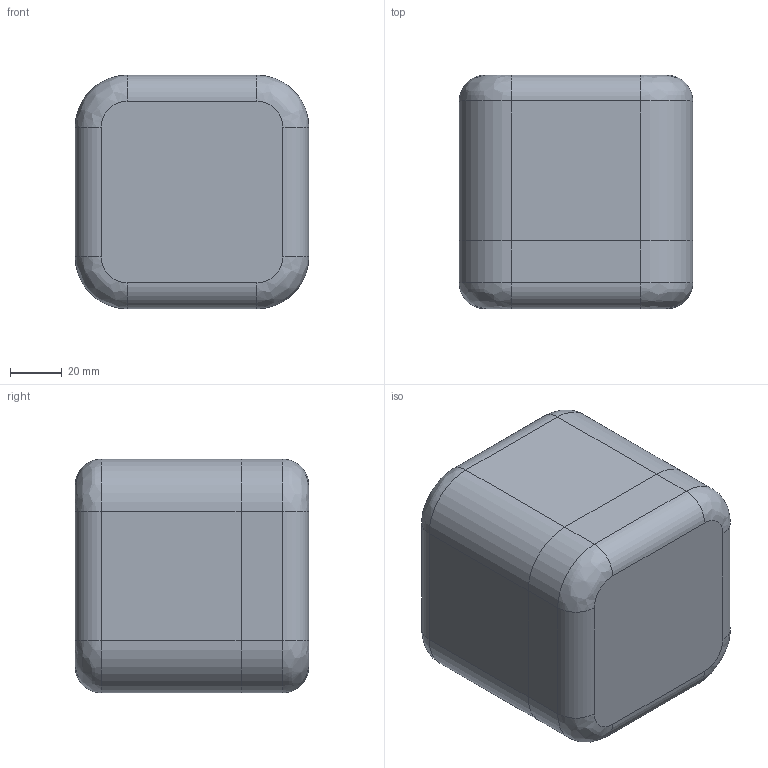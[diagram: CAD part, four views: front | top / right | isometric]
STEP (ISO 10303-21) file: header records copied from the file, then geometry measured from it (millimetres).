
FILE_DESCRIPTION(/* description */ (''),/* implementation_level */ '2;1');
FILE_NAME(/* name */ 'surface1.step',/* time_stamp */ '2020-07-27T19:28:19+02:00',/* author */ ('Mikes'),/* organization */ (''),/* preprocessor_version */ 'ST-DEVELOPER v18.1',/* originating_system */ 'Autodesk Inventor 2021',/* authorisation */ '');
FILE_SCHEMA (('AUTOMOTIVE_DESIGN { 1 0 10303 214 3 1 1 }'));
Length unit declared in the file: millimetre
Products named in the file (1): Part1
Bounding box: 90 x 90 x 90 mm (x, y, z)
Volume: 396088.3 mm3; surface area: 66248.3 mm2
Topology: 2 solids, 2 shells, 42 faces, 94 edges, 56 vertices
Faces by surface type: cylinder 18, plane 16, bspline 8
Full cylindrical faces by diameter (mm): 70 x2
Entity records: 1268 total; most frequent: CARTESIAN_POINT 257, DIRECTION 212, ORIENTED_EDGE 188, EDGE_CURVE 94, AXIS2_PLACEMENT_3D 83, VERTEX_POINT 56, CIRCLE 48, LINE 46
